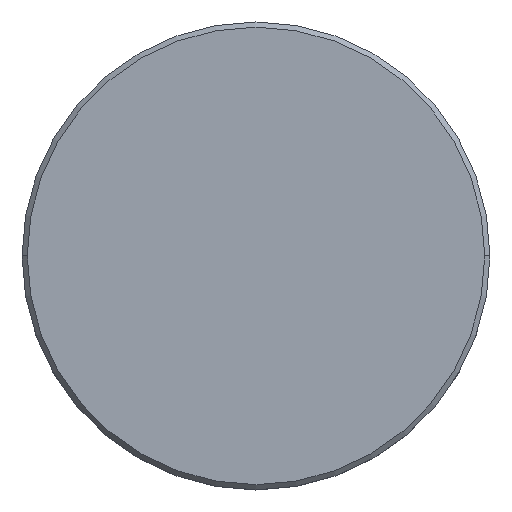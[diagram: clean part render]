
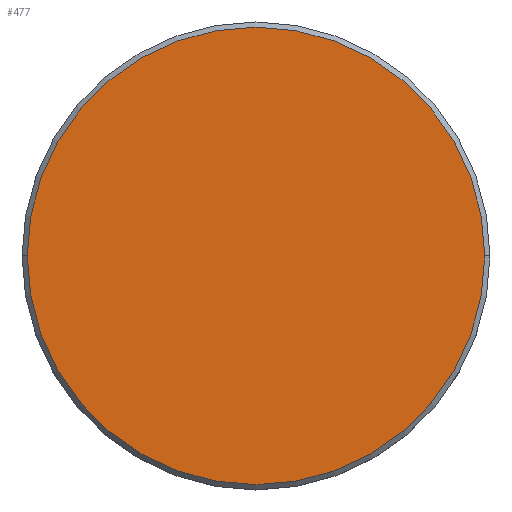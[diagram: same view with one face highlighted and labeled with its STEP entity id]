
A CAD part, top view. The second image highlights one B-rep face of the part: STEP entity #477.
In plain terms, the highlighted planar face has unit normal (0, 0, 1).
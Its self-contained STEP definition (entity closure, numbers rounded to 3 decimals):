
#13 = AXIS2_PLACEMENT_3D ( 'NONE', #626, #897, #439 ) ;
#17 = ORIENTED_EDGE ( 'NONE', *, *, #683, .T. ) ;
#19 = CARTESIAN_POINT ( 'NONE',  ( 0., 0., 0. ) ) ;
#35 = CIRCLE ( 'NONE', #212, 22. ) ;
#147 = AXIS2_PLACEMENT_3D ( 'NONE', #597, #964, #257 ) ;
#212 = AXIS2_PLACEMENT_3D ( 'NONE', #19, #941, #790 ) ;
#227 = FACE_OUTER_BOUND ( 'NONE', #349, .T. ) ;
#257 = DIRECTION ( 'NONE',  ( 1., 0., 0. ) ) ;
#313 = CARTESIAN_POINT ( 'NONE',  ( 22., 0., 0. ) ) ;
#349 = EDGE_LOOP ( 'NONE', ( #17, #784 ) ) ;
#383 = CARTESIAN_POINT ( 'NONE',  ( -22., 0., 0. ) ) ;
#414 = EDGE_CURVE ( 'NONE', #819, #577, #529, .T. ) ;
#439 = DIRECTION ( 'NONE',  ( 1., 0., 0. ) ) ;
#477 = ADVANCED_FACE ( 'NONE', ( #227 ), #583, .T. ) ;
#529 = CIRCLE ( 'NONE', #13, 22. ) ;
#577 = VERTEX_POINT ( 'NONE', #383 ) ;
#583 = PLANE ( 'NONE',  #147 ) ;
#597 = CARTESIAN_POINT ( 'NONE',  ( 0., 0., 0. ) ) ;
#626 = CARTESIAN_POINT ( 'NONE',  ( 0., 0., 0. ) ) ;
#683 = EDGE_CURVE ( 'NONE', #577, #819, #35, .T. ) ;
#784 = ORIENTED_EDGE ( 'NONE', *, *, #414, .T. ) ;
#790 = DIRECTION ( 'NONE',  ( 1., 0., 0. ) ) ;
#819 = VERTEX_POINT ( 'NONE', #313 ) ;
#897 = DIRECTION ( 'NONE',  ( 0., 0., 1. ) ) ;
#941 = DIRECTION ( 'NONE',  ( 0., 0., 1. ) ) ;
#964 = DIRECTION ( 'NONE',  ( 0., 0., 1. ) ) ;
